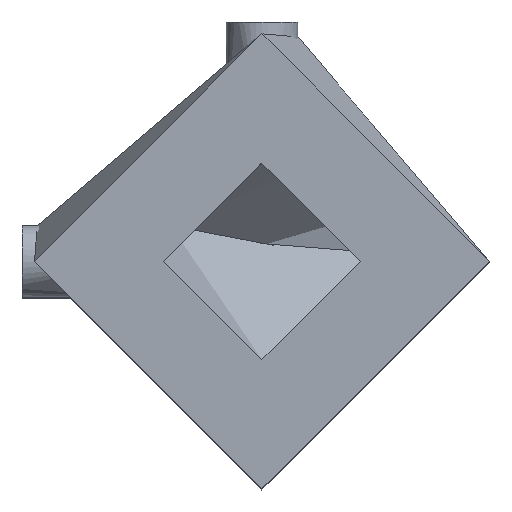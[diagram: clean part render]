
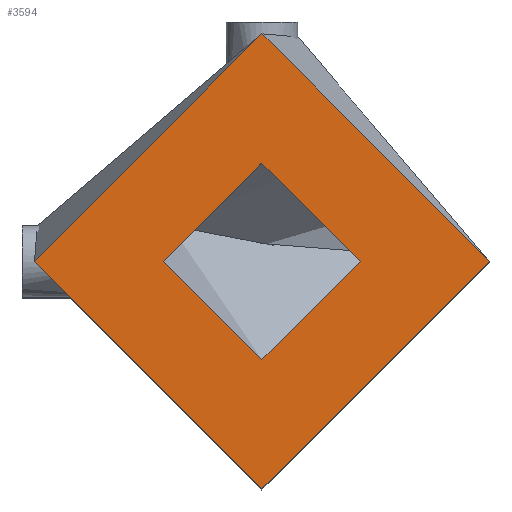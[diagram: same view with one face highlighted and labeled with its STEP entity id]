
A CAD part, top view. The second image highlights one B-rep face of the part: STEP entity #3594.
In plain terms, the highlighted planar face has unit normal (0, 0, 1).
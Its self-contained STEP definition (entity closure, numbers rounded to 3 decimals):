
#3043 = VERTEX_POINT('',#3044);
#3044 = CARTESIAN_POINT('',(9.5,0.,12.5));
#3050 = EDGE_CURVE('',#3043,#3043,#3051,.T.);
#3051 = CIRCLE('',#3052,9.5);
#3052 = AXIS2_PLACEMENT_3D('',#3053,#3054,#3055);
#3053 = CARTESIAN_POINT('',(0.,0.,12.5));
#3054 = DIRECTION('',(0.,0.,1.));
#3055 = DIRECTION('',(1.,0.,0.));
#3594 = ADVANCED_FACE('',(#3595,#3598),#3609,.T.);
#3595 = FACE_BOUND('',#3596,.T.);
#3596 = EDGE_LOOP('',(#3597));
#3597 = ORIENTED_EDGE('',*,*,#3050,.T.);
#3598 = FACE_BOUND('',#3599,.T.);
#3599 = EDGE_LOOP('',(#3600));
#3600 = ORIENTED_EDGE('',*,*,#3601,.F.);
#3601 = EDGE_CURVE('',#3602,#3602,#3604,.T.);
#3602 = VERTEX_POINT('',#3603);
#3603 = CARTESIAN_POINT('',(4.1,0.,12.5));
#3604 = CIRCLE('',#3605,4.1);
#3605 = AXIS2_PLACEMENT_3D('',#3606,#3607,#3608);
#3606 = CARTESIAN_POINT('',(0.,0.,12.5));
#3607 = DIRECTION('',(0.,0.,1.));
#3608 = DIRECTION('',(1.,0.,0.));
#3609 = PLANE('',#3610);
#3610 = AXIS2_PLACEMENT_3D('',#3611,#3612,#3613);
#3611 = CARTESIAN_POINT('',(0.,0.,12.5));
#3612 = DIRECTION('',(0.,0.,1.));
#3613 = DIRECTION('',(1.,0.,0.));
